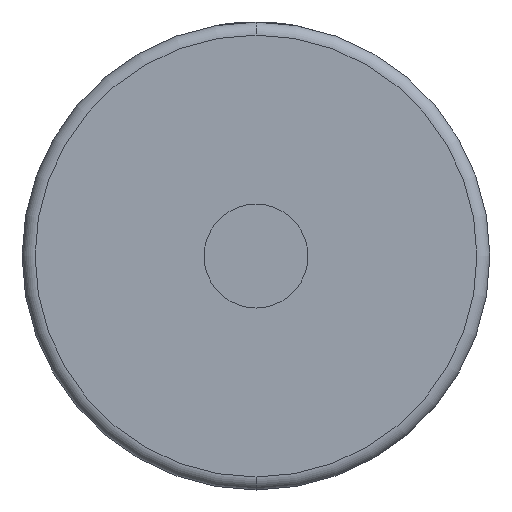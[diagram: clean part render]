
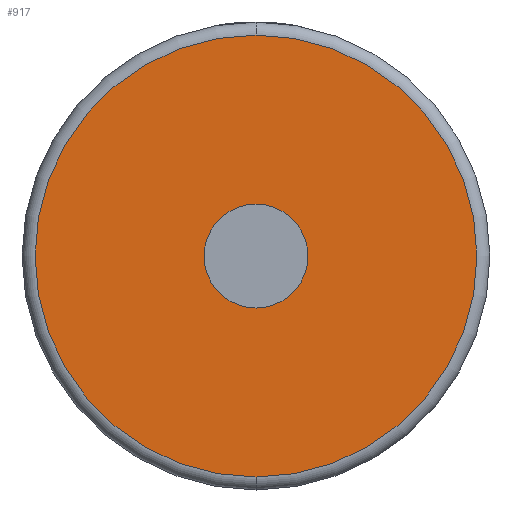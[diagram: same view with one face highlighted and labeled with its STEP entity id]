
A CAD part, front view. The second image highlights one B-rep face of the part: STEP entity #917.
In plain terms, the highlighted planar face has unit normal (0, -1, 0).
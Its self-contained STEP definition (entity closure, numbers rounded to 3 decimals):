
#29 = ORIENTED_EDGE ( 'NONE', *, *, #2470, .F. ) ;
#55 = CARTESIAN_POINT ( 'NONE',  ( 0., 0., 17. ) ) ;
#155 = VERTEX_POINT ( 'NONE', #1935 ) ;
#169 = AXIS2_PLACEMENT_3D ( 'NONE', #2448, #2570, #1403 ) ;
#331 = FACE_OUTER_BOUND ( 'NONE', #716, .T. ) ;
#490 = DIRECTION ( 'NONE',  ( 0., 0., 1. ) ) ;
#501 = CIRCLE ( 'NONE', #1736, 17. ) ;
#641 = CIRCLE ( 'NONE', #2182, 17. ) ;
#686 = DIRECTION ( 'NONE',  ( 0., -1., 0. ) ) ;
#716 = EDGE_LOOP ( 'NONE', ( #802, #1043 ) ) ;
#756 = CARTESIAN_POINT ( 'NONE',  ( 0., 0., 0. ) ) ;
#802 = ORIENTED_EDGE ( 'NONE', *, *, #2204, .T. ) ;
#839 = EDGE_LOOP ( 'NONE', ( #29, #1009 ) ) ;
#869 = DIRECTION ( 'NONE',  ( 0., 0., 1. ) ) ;
#917 = ADVANCED_FACE ( 'NONE', ( #331, #2568 ), #2156, .F. ) ;
#939 = VERTEX_POINT ( 'NONE', #1709 ) ;
#957 = DIRECTION ( 'NONE',  ( 0., -1., 0. ) ) ;
#1009 = ORIENTED_EDGE ( 'NONE', *, *, #2406, .F. ) ;
#1020 = DIRECTION ( 'NONE',  ( 0., 0., 1. ) ) ;
#1043 = ORIENTED_EDGE ( 'NONE', *, *, #2095, .T. ) ;
#1167 = CARTESIAN_POINT ( 'NONE',  ( 0., 0., 0. ) ) ;
#1242 = DIRECTION ( 'NONE',  ( 0., 0., 1. ) ) ;
#1264 = CIRCLE ( 'NONE', #169, 4. ) ;
#1392 = CARTESIAN_POINT ( 'NONE',  ( 0., 0., 0. ) ) ;
#1403 = DIRECTION ( 'NONE',  ( 0., 0., 1. ) ) ;
#1457 = CIRCLE ( 'NONE', #1644, 4. ) ;
#1507 = VERTEX_POINT ( 'NONE', #1668 ) ;
#1644 = AXIS2_PLACEMENT_3D ( 'NONE', #1392, #957, #490 ) ;
#1668 = CARTESIAN_POINT ( 'NONE',  ( 0., 0., -4. ) ) ;
#1709 = CARTESIAN_POINT ( 'NONE',  ( 0., 0., -17. ) ) ;
#1736 = AXIS2_PLACEMENT_3D ( 'NONE', #1167, #686, #869 ) ;
#1935 = CARTESIAN_POINT ( 'NONE',  ( 0., 0., 4. ) ) ;
#1949 = AXIS2_PLACEMENT_3D ( 'NONE', #756, #2850, #1020 ) ;
#2095 = EDGE_CURVE ( 'NONE', #939, #2446, #501, .T. ) ;
#2156 = PLANE ( 'NONE',  #1949 ) ;
#2182 = AXIS2_PLACEMENT_3D ( 'NONE', #2614, #2375, #1242 ) ;
#2204 = EDGE_CURVE ( 'NONE', #2446, #939, #641, .T. ) ;
#2375 = DIRECTION ( 'NONE',  ( 0., -1., 0. ) ) ;
#2406 = EDGE_CURVE ( 'NONE', #1507, #155, #1264, .T. ) ;
#2446 = VERTEX_POINT ( 'NONE', #55 ) ;
#2448 = CARTESIAN_POINT ( 'NONE',  ( 0., 0., 0. ) ) ;
#2470 = EDGE_CURVE ( 'NONE', #155, #1507, #1457, .T. ) ;
#2568 = FACE_BOUND ( 'NONE', #839, .T. ) ;
#2570 = DIRECTION ( 'NONE',  ( 0., -1., 0. ) ) ;
#2614 = CARTESIAN_POINT ( 'NONE',  ( 0., 0., 0. ) ) ;
#2850 = DIRECTION ( 'NONE',  ( 0., 1., 0. ) ) ;
